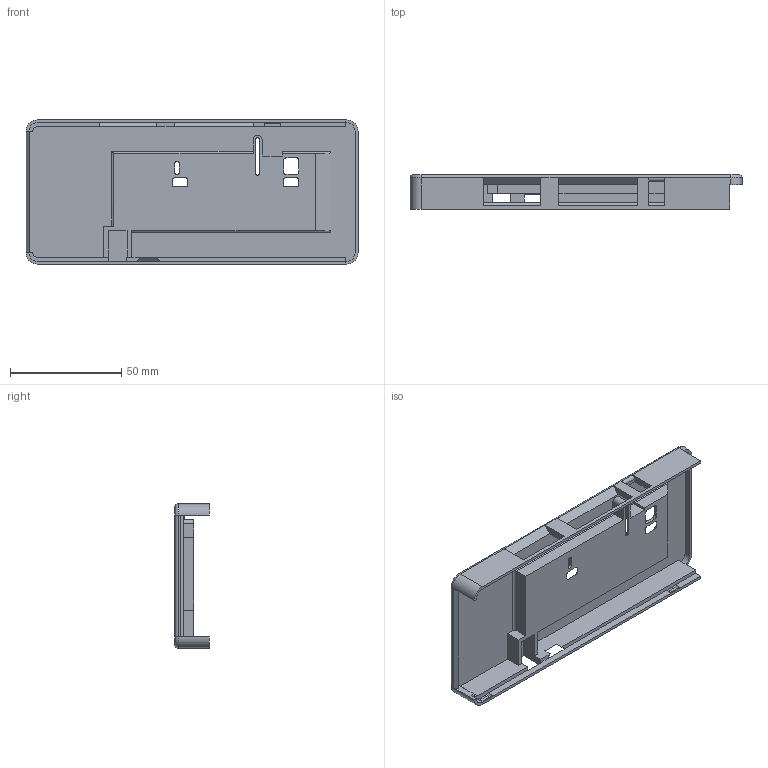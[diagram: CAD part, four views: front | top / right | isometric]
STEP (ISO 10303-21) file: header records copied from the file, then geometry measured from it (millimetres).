
FILE_DESCRIPTION (( 'STEP AP203' ), '1' );
FILE_NAME ('Enclosure Top 4 Print.STEP', '2017-12-26T12:01:21', ( '' ), ( '' ), 'SwSTEP 2.0', 'SolidWorks 2017', '' );
FILE_SCHEMA (( 'CONFIG_CONTROL_DESIGN' ));
Length unit declared in the file: millimetre
Products named in the file (1): Enclosure Top 4 Print
Bounding box: 149.3 x 15.5 x 64.84 mm (x, y, z)
Volume: 26229.5 mm3; surface area: 30813.9 mm2
Topology: 1 solids, 1 shells, 170 faces, 502 edges, 324 vertices
Faces by surface type: plane 109, cylinder 43, torus 10, cone 8
Entity records: 5758 total; most frequent: CARTESIAN_POINT 1052, ORIENTED_EDGE 1004, DIRECTION 936, EDGE_CURVE 502, LINE 392, VECTOR 392, VERTEX_POINT 324, AXIS2_PLACEMENT_3D 272
